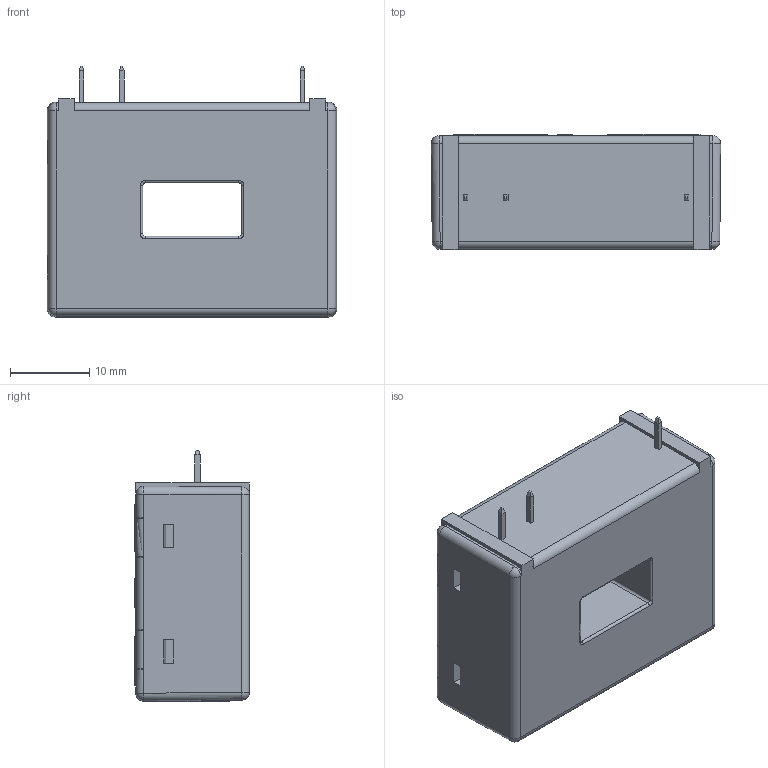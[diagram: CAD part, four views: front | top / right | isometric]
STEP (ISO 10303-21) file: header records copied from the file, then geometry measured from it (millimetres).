
FILE_DESCRIPTION (( 'STEP AP214' ), '1' );
FILE_NAME ('LA 55-P.STEP', '2021-05-26T13:50:32', ( '' ), ( '' ), 'SwSTEP 2.0', 'SolidWorks 2018', '' );
FILE_SCHEMA (( 'AUTOMOTIVE_DESIGN' ));
Length unit declared in the file: millimetre
Products named in the file (2): LA 55-P
Bounding box: 36.58 x 14.5 x 31.85 mm (x, y, z)
Volume: 12886.8 mm3; surface area: 4206.5 mm2
Topology: 1 solids, 1 shells, 320 faces, 826 edges, 522 vertices
Faces by surface type: plane 234, bspline 40, cylinder 36, sphere 10
Entity records: 14353 total; most frequent: CARTESIAN_POINT 3284, ORIENTED_EDGE 1636, DIRECTION 1386, EDGE_CURVE 818, LINE 650, VECTOR 650, VERTEX_POINT 522, AXIS2_PLACEMENT_3D 368
